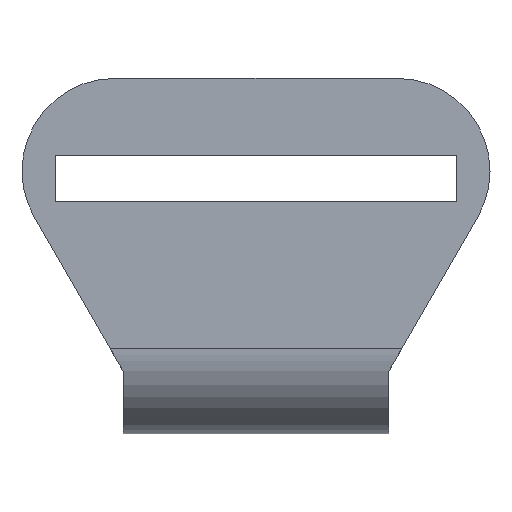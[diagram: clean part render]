
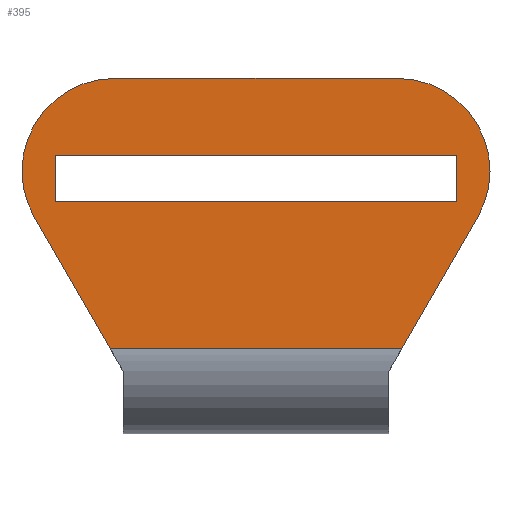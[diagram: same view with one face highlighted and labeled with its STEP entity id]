
A CAD part, front view. The second image highlights one B-rep face of the part: STEP entity #395.
In plain terms, the highlighted planar face has unit normal (0, -1, 0).
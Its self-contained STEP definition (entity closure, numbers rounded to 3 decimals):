
#2 = VECTOR ( 'NONE', #30, 1000. ) ;
#5 = AXIS2_PLACEMENT_3D ( 'NONE', #253, #300, #29 ) ;
#6 = CARTESIAN_POINT ( 'NONE',  ( 28.15, 0., 0. ) ) ;
#11 = VERTEX_POINT ( 'NONE', #570 ) ;
#29 = DIRECTION ( 'NONE',  ( 0., 0., 1. ) ) ;
#30 = DIRECTION ( 'NONE',  ( 1., 0., 0. ) ) ;
#47 = FACE_BOUND ( 'NONE', #60, .T. ) ;
#53 = EDGE_CURVE ( 'NONE', #481, #88, #541, .T. ) ;
#57 = DIRECTION ( 'NONE',  ( 0.5, 0., 0.866 ) ) ;
#58 = ORIENTED_EDGE ( 'NONE', *, *, #231, .F. ) ;
#60 = EDGE_LOOP ( 'NONE', ( #536, #129, #614, #408 ) ) ;
#63 = CARTESIAN_POINT ( 'NONE',  ( 2.15, 0., -5. ) ) ;
#81 = ORIENTED_EDGE ( 'NONE', *, *, #473, .F. ) ;
#88 = VERTEX_POINT ( 'NONE', #137 ) ;
#91 = LINE ( 'NONE', #354, #2 ) ;
#93 = VERTEX_POINT ( 'NONE', #416 ) ;
#108 = CARTESIAN_POINT ( 'NONE',  ( 30.3, 0., -8. ) ) ;
#125 = ORIENTED_EDGE ( 'NONE', *, *, #257, .T. ) ;
#128 = VECTOR ( 'NONE', #471, 1000. ) ;
#129 = ORIENTED_EDGE ( 'NONE', *, *, #323, .T. ) ;
#137 = CARTESIAN_POINT ( 'NONE',  ( 0.804, 0., -9. ) ) ;
#144 = CARTESIAN_POINT ( 'NONE',  ( 24.3, 0., 0. ) ) ;
#145 = DIRECTION ( 'NONE',  ( 0., 1., 0. ) ) ;
#154 = VECTOR ( 'NONE', #592, 1000. ) ;
#155 = CARTESIAN_POINT ( 'NONE',  ( 28.15, 0., -8. ) ) ;
#173 = ORIENTED_EDGE ( 'NONE', *, *, #53, .T. ) ;
#176 = VERTEX_POINT ( 'NONE', #438 ) ;
#183 = AXIS2_PLACEMENT_3D ( 'NONE', #476, #585, #532 ) ;
#184 = VERTEX_POINT ( 'NONE', #155 ) ;
#214 = VECTOR ( 'NONE', #57, 1000. ) ;
#231 = EDGE_CURVE ( 'NONE', #326, #93, #382, .T. ) ;
#234 = DIRECTION ( 'NONE',  ( -1., 0., 0. ) ) ;
#253 = CARTESIAN_POINT ( 'NONE',  ( 24.3, 0., -6. ) ) ;
#257 = EDGE_CURVE ( 'NONE', #326, #176, #319, .T. ) ;
#270 = LINE ( 'NONE', #108, #128 ) ;
#276 = LINE ( 'NONE', #531, #154 ) ;
#288 = CARTESIAN_POINT ( 'NONE',  ( 28.15, 0., -5. ) ) ;
#300 = DIRECTION ( 'NONE',  ( 0., 1., 0. ) ) ;
#309 = ORIENTED_EDGE ( 'NONE', *, *, #432, .T. ) ;
#311 = LINE ( 'NONE', #6, #566 ) ;
#318 = CARTESIAN_POINT ( 'NONE',  ( 30.3, 0., 0. ) ) ;
#319 = LINE ( 'NONE', #331, #214 ) ;
#320 = CARTESIAN_POINT ( 'NONE',  ( 24.589, 0., -17.5 ) ) ;
#323 = EDGE_CURVE ( 'NONE', #453, #184, #311, .T. ) ;
#325 = DIRECTION ( 'NONE',  ( -0.5, 0., 0.866 ) ) ;
#326 = VERTEX_POINT ( 'NONE', #320 ) ;
#331 = CARTESIAN_POINT ( 'NONE',  ( 33.594, 0., -1.902 ) ) ;
#340 = VECTOR ( 'NONE', #234, 1000. ) ;
#343 = DIRECTION ( 'NONE',  ( -1., 0., 0. ) ) ;
#354 = CARTESIAN_POINT ( 'NONE',  ( 30.3, 0., -5. ) ) ;
#363 = ORIENTED_EDGE ( 'NONE', *, *, #594, .F. ) ;
#369 = CARTESIAN_POINT ( 'NONE',  ( 6., 0., 0. ) ) ;
#382 = LINE ( 'NONE', #424, #340 ) ;
#386 = CARTESIAN_POINT ( 'NONE',  ( 30.3, 0., 0. ) ) ;
#388 = VECTOR ( 'NONE', #343, 1000. ) ;
#395 = ADVANCED_FACE ( 'NONE', ( #47, #539 ), #430, .F. ) ;
#399 = VECTOR ( 'NONE', #325, 1000. ) ;
#405 = LINE ( 'NONE', #386, #388 ) ;
#408 = ORIENTED_EDGE ( 'NONE', *, *, #418, .T. ) ;
#416 = CARTESIAN_POINT ( 'NONE',  ( 5.711, 0., -17.5 ) ) ;
#418 = EDGE_CURVE ( 'NONE', #11, #460, #276, .T. ) ;
#424 = CARTESIAN_POINT ( 'NONE',  ( 30.3, 0., -17.5 ) ) ;
#425 = EDGE_LOOP ( 'NONE', ( #58, #125, #363, #309, #173, #81 ) ) ;
#430 = PLANE ( 'NONE',  #555 ) ;
#432 = EDGE_CURVE ( 'NONE', #510, #481, #405, .T. ) ;
#438 = CARTESIAN_POINT ( 'NONE',  ( 29.496, 0., -9. ) ) ;
#453 = VERTEX_POINT ( 'NONE', #288 ) ;
#460 = VERTEX_POINT ( 'NONE', #63 ) ;
#466 = CIRCLE ( 'NONE', #5, 6. ) ;
#471 = DIRECTION ( 'NONE',  ( -1., 0., 0. ) ) ;
#473 = EDGE_CURVE ( 'NONE', #93, #88, #527, .T. ) ;
#476 = CARTESIAN_POINT ( 'NONE',  ( 6., 0., -6. ) ) ;
#481 = VERTEX_POINT ( 'NONE', #369 ) ;
#485 = DIRECTION ( 'NONE',  ( 0., 0., 1. ) ) ;
#509 = EDGE_CURVE ( 'NONE', #184, #11, #270, .T. ) ;
#510 = VERTEX_POINT ( 'NONE', #144 ) ;
#527 = LINE ( 'NONE', #574, #399 ) ;
#531 = CARTESIAN_POINT ( 'NONE',  ( 2.15, 0., 0. ) ) ;
#532 = DIRECTION ( 'NONE',  ( 0., 0., 1. ) ) ;
#536 = ORIENTED_EDGE ( 'NONE', *, *, #612, .T. ) ;
#539 = FACE_OUTER_BOUND ( 'NONE', #425, .T. ) ;
#541 = CIRCLE ( 'NONE', #183, 6. ) ;
#555 = AXIS2_PLACEMENT_3D ( 'NONE', #318, #145, #485 ) ;
#566 = VECTOR ( 'NONE', #568, 1000. ) ;
#568 = DIRECTION ( 'NONE',  ( 0., 0., -1. ) ) ;
#570 = CARTESIAN_POINT ( 'NONE',  ( 2.15, 0., -8. ) ) ;
#574 = CARTESIAN_POINT ( 'NONE',  ( 4.281, 0., -15.022 ) ) ;
#585 = DIRECTION ( 'NONE',  ( 0., -1., 0. ) ) ;
#592 = DIRECTION ( 'NONE',  ( 0., 0., 1. ) ) ;
#594 = EDGE_CURVE ( 'NONE', #510, #176, #466, .T. ) ;
#612 = EDGE_CURVE ( 'NONE', #460, #453, #91, .T. ) ;
#614 = ORIENTED_EDGE ( 'NONE', *, *, #509, .T. ) ;
